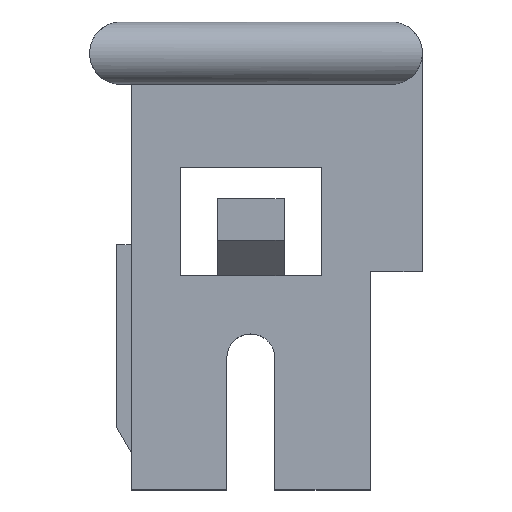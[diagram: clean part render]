
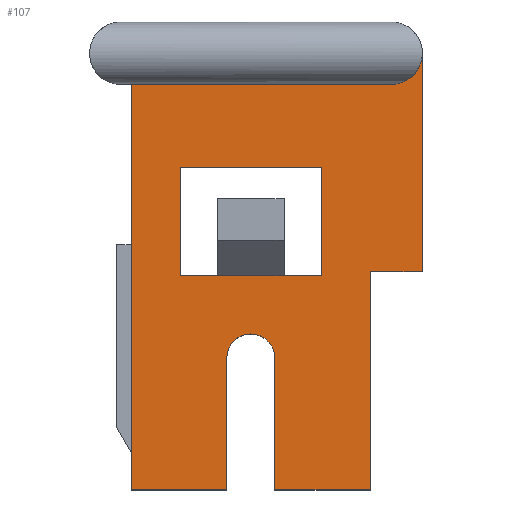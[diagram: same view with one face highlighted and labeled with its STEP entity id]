
A CAD part, top view. The second image highlights one B-rep face of the part: STEP entity #107.
In plain terms, the highlighted planar face has unit normal (0, 0, 1).
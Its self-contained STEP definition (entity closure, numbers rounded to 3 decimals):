
#58=CIRCLE('',#897,0.75);
#59=CIRCLE('',#898,0.575);
#66=FACE_BOUND('',#222,.T.);
#67=FACE_BOUND('',#223,.T.);
#107=ADVANCED_FACE('',(#66,#67),#151,.T.);
#151=PLANE('',#899);
#222=EDGE_LOOP('',(#314,#315,#316,#317,#318,#319));
#223=EDGE_LOOP('',(#320,#321,#322,#323,#324,#325,#326,#327,#328,#329,#330));
#314=ORIENTED_EDGE('',*,*,#617,.T.);
#315=ORIENTED_EDGE('',*,*,#622,.T.);
#316=ORIENTED_EDGE('',*,*,#613,.F.);
#317=ORIENTED_EDGE('',*,*,#610,.F.);
#318=ORIENTED_EDGE('',*,*,#598,.F.);
#319=ORIENTED_EDGE('',*,*,#620,.F.);
#320=ORIENTED_EDGE('',*,*,#626,.T.);
#321=ORIENTED_EDGE('',*,*,#627,.T.);
#322=ORIENTED_EDGE('',*,*,#628,.T.);
#323=ORIENTED_EDGE('',*,*,#629,.T.);
#324=ORIENTED_EDGE('',*,*,#590,.F.);
#325=ORIENTED_EDGE('',*,*,#630,.T.);
#326=ORIENTED_EDGE('',*,*,#631,.T.);
#327=ORIENTED_EDGE('',*,*,#632,.F.);
#328=ORIENTED_EDGE('',*,*,#633,.F.);
#329=ORIENTED_EDGE('',*,*,#634,.T.);
#330=ORIENTED_EDGE('',*,*,#635,.T.);
#509=VERTEX_POINT('',#1158);
#510=VERTEX_POINT('',#1160);
#516=VERTEX_POINT('',#1175);
#517=VERTEX_POINT('',#1177);
#524=VERTEX_POINT('',#1196);
#527=VERTEX_POINT('',#1204);
#529=VERTEX_POINT('',#1210);
#532=VERTEX_POINT('',#1215);
#534=VERTEX_POINT('',#1233);
#535=VERTEX_POINT('',#1234);
#536=VERTEX_POINT('',#1236);
#537=VERTEX_POINT('',#1238);
#538=VERTEX_POINT('',#1241);
#539=VERTEX_POINT('',#1243);
#540=VERTEX_POINT('',#1245);
#541=VERTEX_POINT('',#1247);
#542=VERTEX_POINT('',#1249);
#590=EDGE_CURVE('',#509,#510,#714,.T.);
#598=EDGE_CURVE('',#516,#517,#722,.T.);
#610=EDGE_CURVE('',#517,#524,#732,.T.);
#613=EDGE_CURVE('',#524,#527,#735,.T.);
#617=EDGE_CURVE('',#529,#532,#739,.T.);
#620=EDGE_CURVE('',#529,#516,#742,.T.);
#622=EDGE_CURVE('',#532,#527,#744,.T.);
#626=EDGE_CURVE('',#534,#535,#748,.T.);
#627=EDGE_CURVE('',#535,#536,#749,.T.);
#628=EDGE_CURVE('',#536,#537,#58,.T.);
#629=EDGE_CURVE('',#537,#510,#750,.T.);
#630=EDGE_CURVE('',#509,#538,#751,.T.);
#631=EDGE_CURVE('',#538,#539,#752,.T.);
#632=EDGE_CURVE('',#540,#539,#59,.T.);
#633=EDGE_CURVE('',#541,#540,#753,.T.);
#634=EDGE_CURVE('',#541,#542,#754,.T.);
#635=EDGE_CURVE('',#542,#534,#755,.T.);
#714=LINE('',#1159,#800);
#722=LINE('',#1176,#808);
#732=LINE('',#1201,#818);
#735=LINE('',#1207,#821);
#739=LINE('',#1216,#825);
#742=LINE('',#1221,#828);
#744=LINE('',#1224,#830);
#748=LINE('',#1232,#834);
#749=LINE('',#1235,#835);
#750=LINE('',#1239,#836);
#751=LINE('',#1240,#837);
#752=LINE('',#1242,#838);
#753=LINE('',#1246,#839);
#754=LINE('',#1248,#840);
#755=LINE('',#1250,#841);
#800=VECTOR('',#948,1.);
#808=VECTOR('',#960,1.);
#818=VECTOR('',#980,1.);
#821=VECTOR('',#985,1.);
#825=VECTOR('',#991,1.);
#828=VECTOR('',#996,1.);
#830=VECTOR('',#1000,1.);
#834=VECTOR('',#1012,1.);
#835=VECTOR('',#1013,1.);
#836=VECTOR('',#1016,1.);
#837=VECTOR('',#1017,1.);
#838=VECTOR('',#1018,1.);
#839=VECTOR('',#1021,1.);
#840=VECTOR('',#1022,1.);
#841=VECTOR('',#1023,1.);
#897=AXIS2_PLACEMENT_3D('',#1237,#1014,#1015);
#898=AXIS2_PLACEMENT_3D('',#1244,#1019,#1020);
#899=AXIS2_PLACEMENT_3D('',#1251,#1024,#1025);
#948=DIRECTION('',(0.,1.,0.));
#960=DIRECTION('',(1.,0.,0.));
#980=DIRECTION('',(1.,0.,0.));
#985=DIRECTION('',(0.,1.,0.));
#991=DIRECTION('',(0.,1.,0.));
#996=DIRECTION('',(1.,0.,0.));
#1000=DIRECTION('',(1.,0.,0.));
#1012=DIRECTION('',(1.,0.,0.));
#1013=DIRECTION('',(0.,1.,0.));
#1014=DIRECTION('',(0.,0.,-1.));
#1015=DIRECTION('',(1.,0.,0.));
#1016=DIRECTION('',(-1.,0.,0.));
#1017=DIRECTION('',(1.,0.,0.));
#1018=DIRECTION('',(0.,1.,0.));
#1019=DIRECTION('',(0.,0.,1.));
#1020=DIRECTION('',(1.,0.,0.));
#1021=DIRECTION('',(0.,1.,0.));
#1022=DIRECTION('',(1.,0.,0.));
#1023=DIRECTION('',(0.,1.,0.));
#1024=DIRECTION('',(0.,0.,1.));
#1025=DIRECTION('',(1.,0.,0.));
#1158=CARTESIAN_POINT('',(-3.,-9.75,0.65));
#1159=CARTESIAN_POINT('',(-3.,-8.1,0.65));
#1160=CARTESIAN_POINT('',(-3.,0.,0.65));
#1175=CARTESIAN_POINT('',(-0.925,-4.6,0.65));
#1176=CARTESIAN_POINT('',(-1.7,-4.6,0.65));
#1177=CARTESIAN_POINT('',(0.675,-4.6,0.65));
#1196=CARTESIAN_POINT('',(1.575,-4.6,0.65));
#1201=CARTESIAN_POINT('',(-1.7,-4.6,0.65));
#1204=CARTESIAN_POINT('',(1.575,-2.,0.65));
#1207=CARTESIAN_POINT('',(1.575,-4.6,0.65));
#1210=CARTESIAN_POINT('',(-1.825,-4.6,0.65));
#1215=CARTESIAN_POINT('',(-1.825,-2.,0.65));
#1216=CARTESIAN_POINT('',(-1.825,-2.,0.65));
#1221=CARTESIAN_POINT('',(-1.7,-4.6,0.65));
#1224=CARTESIAN_POINT('',(-1.7,-2.,0.65));
#1232=CARTESIAN_POINT('',(-0.125,-4.5,0.65));
#1233=CARTESIAN_POINT('',(2.75,-4.5,0.65));
#1234=CARTESIAN_POINT('',(4.,-4.5,0.65));
#1235=CARTESIAN_POINT('',(4.,-3.25,0.65));
#1236=CARTESIAN_POINT('',(4.,0.75,0.65));
#1237=CARTESIAN_POINT('',(3.25,0.75,0.65));
#1238=CARTESIAN_POINT('',(3.25,0.,0.65));
#1239=CARTESIAN_POINT('',(-1.75,0.,0.65));
#1240=CARTESIAN_POINT('',(-3.,-9.75,0.65));
#1241=CARTESIAN_POINT('',(-0.7,-9.75,0.65));
#1242=CARTESIAN_POINT('',(-0.7,-8.85,0.65));
#1243=CARTESIAN_POINT('',(-0.7,-6.575,0.65));
#1244=CARTESIAN_POINT('',(-0.125,-6.575,0.65));
#1245=CARTESIAN_POINT('',(0.45,-6.575,0.65));
#1246=CARTESIAN_POINT('',(0.45,-8.85,0.65));
#1247=CARTESIAN_POINT('',(0.45,-9.75,0.65));
#1248=CARTESIAN_POINT('',(0.45,-9.75,0.65));
#1249=CARTESIAN_POINT('',(2.75,-9.75,0.65));
#1250=CARTESIAN_POINT('',(2.75,-5.825,0.65));
#1251=CARTESIAN_POINT('',(-0.125,-5.825,0.65));
